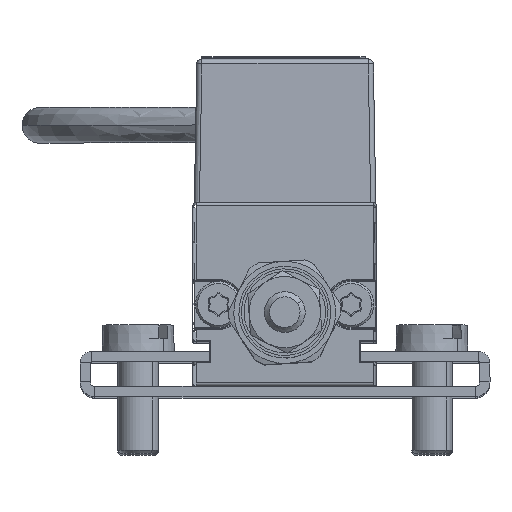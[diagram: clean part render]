
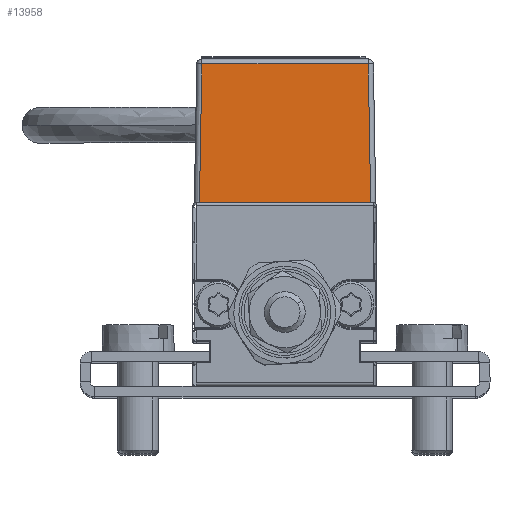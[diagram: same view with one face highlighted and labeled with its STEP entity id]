
A CAD part, top view. The second image highlights one B-rep face of the part: STEP entity #13958.
In plain terms, the highlighted planar face has unit normal (0, 0.018, 1).
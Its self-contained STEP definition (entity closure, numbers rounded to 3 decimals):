
#299 = LINE ( 'NONE', #21462, #24797 ) ;
#1508 = CARTESIAN_POINT ( 'NONE',  ( -8.868, 31.583, 132.771 ) ) ;
#2097 = DIRECTION ( 'NONE',  ( 0., -1., 0.017 ) ) ;
#4263 = DIRECTION ( 'NONE',  ( -0.017, 1., -0.017 ) ) ;
#4413 = EDGE_CURVE ( 'NONE', #13105, #5566, #22154, .T. ) ;
#5395 = CARTESIAN_POINT ( 'NONE',  ( -8.366, 18., 133.009 ) ) ;
#5566 = VERTEX_POINT ( 'NONE', #27885 ) ;
#10435 = CARTESIAN_POINT ( 'NONE',  ( -8.868, 18., 133.009 ) ) ;
#11518 = PLANE ( 'NONE',  #13977 ) ;
#13105 = VERTEX_POINT ( 'NONE', #5395 ) ;
#13426 = DIRECTION ( 'NONE',  ( -1., 0., 0. ) ) ;
#13936 = LINE ( 'NONE', #27680, #20162 ) ;
#13958 = ADVANCED_FACE ( 'NONE', ( #15615 ), #11518, .T. ) ;
#13977 = AXIS2_PLACEMENT_3D ( 'NONE', #30345, #16357, #2097 ) ;
#14097 = EDGE_CURVE ( 'NONE', #27977, #13105, #299, .T. ) ;
#15615 = FACE_OUTER_BOUND ( 'NONE', #28120, .T. ) ;
#15950 = VECTOR ( 'NONE', #22351, 1000. ) ;
#16357 = DIRECTION ( 'NONE',  ( 0., 0.017, 1. ) ) ;
#17035 = ORIENTED_EDGE ( 'NONE', *, *, #4413, .T. ) ;
#20162 = VECTOR ( 'NONE', #4263, 1000. ) ;
#20708 = CARTESIAN_POINT ( 'NONE',  ( -8.129, 31.583, 132.771 ) ) ;
#21462 = CARTESIAN_POINT ( 'NONE',  ( -8.366, 17.991, 133.009 ) ) ;
#21761 = VERTEX_POINT ( 'NONE', #23318 ) ;
#22006 = ORIENTED_EDGE ( 'NONE', *, *, #26396, .T. ) ;
#22154 = LINE ( 'NONE', #10435, #15950 ) ;
#22169 = EDGE_CURVE ( 'NONE', #5566, #21761, #13936, .T. ) ;
#22351 = DIRECTION ( 'NONE',  ( 1., 0., 0. ) ) ;
#23318 = CARTESIAN_POINT ( 'NONE',  ( 8.189, 31.583, 132.771 ) ) ;
#24089 = ORIENTED_EDGE ( 'NONE', *, *, #14097, .T. ) ;
#24405 = LINE ( 'NONE', #1508, #29876 ) ;
#24438 = ORIENTED_EDGE ( 'NONE', *, *, #22169, .T. ) ;
#24797 = VECTOR ( 'NONE', #26198, 1000. ) ;
#26198 = DIRECTION ( 'NONE',  ( -0.017, -1., 0.017 ) ) ;
#26396 = EDGE_CURVE ( 'NONE', #21761, #27977, #24405, .T. ) ;
#27680 = CARTESIAN_POINT ( 'NONE',  ( 8.421, 18.302, 133.003 ) ) ;
#27885 = CARTESIAN_POINT ( 'NONE',  ( 8.426, 18., 133.009 ) ) ;
#27977 = VERTEX_POINT ( 'NONE', #20708 ) ;
#28120 = EDGE_LOOP ( 'NONE', ( #24438, #22006, #24089, #17035 ) ) ;
#29876 = VECTOR ( 'NONE', #13426, 1000. ) ;
#30345 = CARTESIAN_POINT ( 'NONE',  ( -8.868, 18., 133.009 ) ) ;
